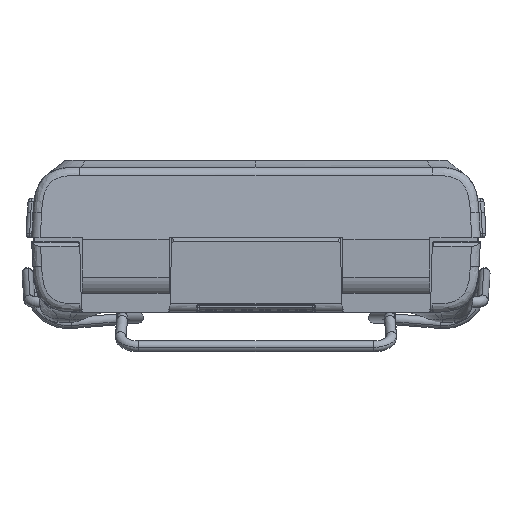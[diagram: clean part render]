
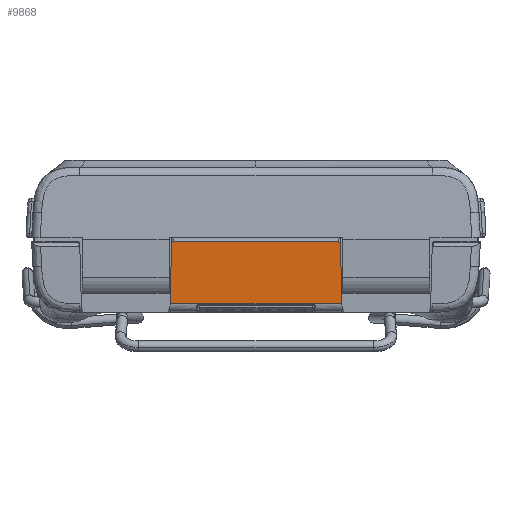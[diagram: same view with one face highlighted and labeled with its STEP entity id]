
A CAD part, front view. The second image highlights one B-rep face of the part: STEP entity #9868.
In plain terms, the highlighted planar face has unit normal (0, -0.999, -0.052).
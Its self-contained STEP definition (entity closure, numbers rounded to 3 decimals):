
#4848=AXIS2_PLACEMENT_3D('Plane Axis2P3D',#4845,#4846,#4847) ;
#4845=CARTESIAN_POINT('Axis2P3D Location',(-29.803,-80.,0.001)) ;
#6066=CARTESIAN_POINT('Control Point',(-8.193,-79.536,-8.863)) ;
#6067=CARTESIAN_POINT('Control Point',(-8.928,-79.536,-8.863)) ;
#6068=CARTESIAN_POINT('Control Point',(-9.664,-79.536,-8.863)) ;
#6069=CARTESIAN_POINT('Control Point',(-10.4,-79.536,-8.863)) ;
#6070=CARTESIAN_POINT('Control Point',(-11.136,-79.536,-8.863)) ;
#6071=CARTESIAN_POINT('Control Point',(-11.872,-79.536,-8.863)) ;
#6072=CARTESIAN_POINT('Vertex',(-11.872,-79.536,-8.863)) ;
#6074=CARTESIAN_POINT('Vertex',(-8.193,-79.536,-8.863)) ;
#9667=CARTESIAN_POINT('Vertex',(11.654,-79.972,-0.531)) ;
#9671=CARTESIAN_POINT('Control Point',(11.654,-79.972,-0.531)) ;
#9672=CARTESIAN_POINT('Control Point',(11.872,-79.536,-8.863)) ;
#9673=CARTESIAN_POINT('Vertex',(11.872,-79.536,-8.863)) ;
#9716=CARTESIAN_POINT('Control Point',(-11.654,-79.972,-0.531)) ;
#9717=CARTESIAN_POINT('Control Point',(-11.872,-79.536,-8.863)) ;
#9718=CARTESIAN_POINT('Vertex',(-11.654,-79.972,-0.531)) ;
#9775=CARTESIAN_POINT('Line Origine',(10.032,-79.536,-8.863)) ;
#9779=CARTESIAN_POINT('Vertex',(8.193,-79.536,-8.863)) ;
#9783=CARTESIAN_POINT('Control Point',(11.452,-79.984,-0.3)) ;
#9784=CARTESIAN_POINT('Control Point',(11.458,-79.984,-0.3)) ;
#9785=CARTESIAN_POINT('Control Point',(11.465,-79.984,-0.3)) ;
#9786=CARTESIAN_POINT('Control Point',(11.471,-79.984,-0.301)) ;
#9787=CARTESIAN_POINT('Control Point',(11.49,-79.984,-0.303)) ;
#9788=CARTESIAN_POINT('Control Point',(11.508,-79.984,-0.308)) ;
#9789=CARTESIAN_POINT('Control Point',(11.52,-79.984,-0.313)) ;
#9790=CARTESIAN_POINT('Control Point',(11.543,-79.983,-0.324)) ;
#9791=CARTESIAN_POINT('Control Point',(11.564,-79.982,-0.339)) ;
#9792=CARTESIAN_POINT('Control Point',(11.574,-79.982,-0.348)) ;
#9793=CARTESIAN_POINT('Control Point',(11.594,-79.981,-0.367)) ;
#9794=CARTESIAN_POINT('Control Point',(11.609,-79.98,-0.388)) ;
#9795=CARTESIAN_POINT('Control Point',(11.617,-79.979,-0.399)) ;
#9796=CARTESIAN_POINT('Control Point',(11.631,-79.978,-0.424)) ;
#9797=CARTESIAN_POINT('Control Point',(11.64,-79.976,-0.45)) ;
#9798=CARTESIAN_POINT('Control Point',(11.645,-79.976,-0.464)) ;
#9799=CARTESIAN_POINT('Control Point',(11.65,-79.975,-0.486)) ;
#9800=CARTESIAN_POINT('Control Point',(11.653,-79.973,-0.507)) ;
#9801=CARTESIAN_POINT('Control Point',(11.653,-79.973,-0.515)) ;
#9802=CARTESIAN_POINT('Control Point',(11.654,-79.973,-0.523)) ;
#9803=CARTESIAN_POINT('Control Point',(11.654,-79.972,-0.531)) ;
#9804=CARTESIAN_POINT('Vertex',(11.452,-79.984,-0.3)) ;
#9807=CARTESIAN_POINT('Line Origine',(0.,-79.984,-0.3)) ;
#9811=CARTESIAN_POINT('Vertex',(-11.452,-79.984,-0.3)) ;
#9815=CARTESIAN_POINT('Control Point',(-11.452,-79.984,-0.3)) ;
#9816=CARTESIAN_POINT('Control Point',(-11.458,-79.984,-0.3)) ;
#9817=CARTESIAN_POINT('Control Point',(-11.465,-79.984,-0.3)) ;
#9818=CARTESIAN_POINT('Control Point',(-11.471,-79.984,-0.301)) ;
#9819=CARTESIAN_POINT('Control Point',(-11.49,-79.984,-0.303)) ;
#9820=CARTESIAN_POINT('Control Point',(-11.508,-79.984,-0.308)) ;
#9821=CARTESIAN_POINT('Control Point',(-11.52,-79.984,-0.313)) ;
#9822=CARTESIAN_POINT('Control Point',(-11.543,-79.983,-0.324)) ;
#9823=CARTESIAN_POINT('Control Point',(-11.564,-79.982,-0.339)) ;
#9824=CARTESIAN_POINT('Control Point',(-11.574,-79.982,-0.348)) ;
#9825=CARTESIAN_POINT('Control Point',(-11.594,-79.981,-0.367)) ;
#9826=CARTESIAN_POINT('Control Point',(-11.609,-79.98,-0.388)) ;
#9827=CARTESIAN_POINT('Control Point',(-11.617,-79.979,-0.399)) ;
#9828=CARTESIAN_POINT('Control Point',(-11.631,-79.978,-0.424)) ;
#9829=CARTESIAN_POINT('Control Point',(-11.64,-79.976,-0.45)) ;
#9830=CARTESIAN_POINT('Control Point',(-11.645,-79.976,-0.464)) ;
#9831=CARTESIAN_POINT('Control Point',(-11.65,-79.975,-0.486)) ;
#9832=CARTESIAN_POINT('Control Point',(-11.653,-79.973,-0.507)) ;
#9833=CARTESIAN_POINT('Control Point',(-11.653,-79.973,-0.515)) ;
#9834=CARTESIAN_POINT('Control Point',(-11.654,-79.973,-0.523)) ;
#9835=CARTESIAN_POINT('Control Point',(-11.654,-79.972,-0.531)) ;
#9837=CARTESIAN_POINT('Line Origine',(-8.191,-79.537,-8.837)) ;
#9841=CARTESIAN_POINT('Vertex',(-8.19,-79.538,-8.81)) ;
#9844=CARTESIAN_POINT('Line Origine',(0.,-79.538,-8.81)) ;
#9848=CARTESIAN_POINT('Vertex',(8.19,-79.538,-8.81)) ;
#9851=CARTESIAN_POINT('Line Origine',(8.191,-79.537,-8.837)) ;
#4846=DIRECTION('Axis2P3D Direction',(0.,-0.999,-0.052)) ;
#4847=DIRECTION('Axis2P3D XDirection',(0.,0.052,-0.999)) ;
#9776=DIRECTION('Vector Direction',(1.,0.,0.)) ;
#9808=DIRECTION('Vector Direction',(-1.,0.,0.)) ;
#9838=DIRECTION('Vector Direction',(-0.052,0.052,-0.997)) ;
#9845=DIRECTION('Vector Direction',(-1.,0.,0.)) ;
#9852=DIRECTION('Vector Direction',(-0.052,-0.052,0.997)) ;
#9777=VECTOR('Line Direction',#9776,1.) ;
#9809=VECTOR('Line Direction',#9808,1.) ;
#9839=VECTOR('Line Direction',#9838,1.) ;
#9846=VECTOR('Line Direction',#9845,1.) ;
#9853=VECTOR('Line Direction',#9852,1.) ;
#9857=ORIENTED_EDGE('',*,*,#9781,.T.) ;
#9858=ORIENTED_EDGE('',*,*,#9675,.F.) ;
#9859=ORIENTED_EDGE('',*,*,#9806,.F.) ;
#9860=ORIENTED_EDGE('',*,*,#9813,.T.) ;
#9861=ORIENTED_EDGE('',*,*,#9836,.F.) ;
#9862=ORIENTED_EDGE('',*,*,#9720,.T.) ;
#9863=ORIENTED_EDGE('',*,*,#6076,.T.) ;
#9864=ORIENTED_EDGE('',*,*,#9843,.T.) ;
#9865=ORIENTED_EDGE('',*,*,#9850,.T.) ;
#9866=ORIENTED_EDGE('',*,*,#9855,.T.) ;
#9868=ADVANCED_FACE('Hauptk\X2\00F6\X0\rper',(#9867),#4849,.T.) ;
#9670=B_SPLINE_CURVE_WITH_KNOTS('',1,(#9671,#9672),.UNSPECIFIED.,.F.,.U.,(2,2),(-4.057,4.289),.UNSPECIFIED.) ;
#9715=B_SPLINE_CURVE_WITH_KNOTS('',1,(#9716,#9717),.UNSPECIFIED.,.F.,.U.,(2,2),(-4.057,4.289),.UNSPECIFIED.) ;
#9782=B_SPLINE_CURVE_WITH_KNOTS('',5,(#9783,#9784,#9785,#9786,#9787,#9788,#9789,#9790,#9791,#9792,#9793,#9794,#9795,#9796,#9797,#9798,#9799,#9800,#9801,#9802,#9803),.UNSPECIFIED.,.F.,.U.,(6,3,3,3,3,3,6),(0.,0.037,0.113,0.196,0.286,0.383,0.438),.UNSPECIFIED.) ;
#9814=B_SPLINE_CURVE_WITH_KNOTS('',5,(#9815,#9816,#9817,#9818,#9819,#9820,#9821,#9822,#9823,#9824,#9825,#9826,#9827,#9828,#9829,#9830,#9831,#9832,#9833,#9834,#9835),.UNSPECIFIED.,.F.,.U.,(6,3,3,3,3,3,6),(0.,0.037,0.113,0.196,0.286,0.383,0.438),.UNSPECIFIED.) ;
#6076=EDGE_CURVE('',#6073,#6075,#6065,.F.) ;
#9675=EDGE_CURVE('',#9668,#9674,#9670,.T.) ;
#9720=EDGE_CURVE('',#9719,#6073,#9715,.T.) ;
#9781=EDGE_CURVE('',#9780,#9674,#9778,.T.) ;
#9806=EDGE_CURVE('',#9805,#9668,#9782,.T.) ;
#9813=EDGE_CURVE('',#9805,#9812,#9810,.T.) ;
#9836=EDGE_CURVE('',#9719,#9812,#9814,.F.) ;
#9843=EDGE_CURVE('',#6075,#9842,#9840,.F.) ;
#9850=EDGE_CURVE('',#9842,#9849,#9847,.F.) ;
#9855=EDGE_CURVE('',#9849,#9780,#9854,.F.) ;
#9856=EDGE_LOOP('',(#9857,#9858,#9859,#9860,#9861,#9862,#9863,#9864,#9865,#9866)) ;
#9867=FACE_OUTER_BOUND('',#9856,.T.) ;
#9778=LINE('Line',#9775,#9777) ;
#9810=LINE('Line',#9807,#9809) ;
#9840=LINE('Line',#9837,#9839) ;
#9847=LINE('Line',#9844,#9846) ;
#9854=LINE('Line',#9851,#9853) ;
#4849=PLANE('',#4848) ;
#6073=VERTEX_POINT('',#6072) ;
#6075=VERTEX_POINT('',#6074) ;
#9668=VERTEX_POINT('',#9667) ;
#9674=VERTEX_POINT('',#9673) ;
#9719=VERTEX_POINT('',#9718) ;
#9780=VERTEX_POINT('',#9779) ;
#9805=VERTEX_POINT('',#9804) ;
#9812=VERTEX_POINT('',#9811) ;
#9842=VERTEX_POINT('',#9841) ;
#9849=VERTEX_POINT('',#9848) ;
#6065=(BOUNDED_CURVE()B_SPLINE_CURVE(5,(#6066,#6067,#6068,#6069,#6070,#6071),.UNSPECIFIED.,.F.,.U.)B_SPLINE_CURVE_WITH_KNOTS((6,6),(-0.671,3.008),.UNSPECIFIED.)CURVE()GEOMETRIC_REPRESENTATION_ITEM()RATIONAL_B_SPLINE_CURVE((1.,1.,1.,1.,1.,1.))REPRESENTATION_ITEM('')) ;
